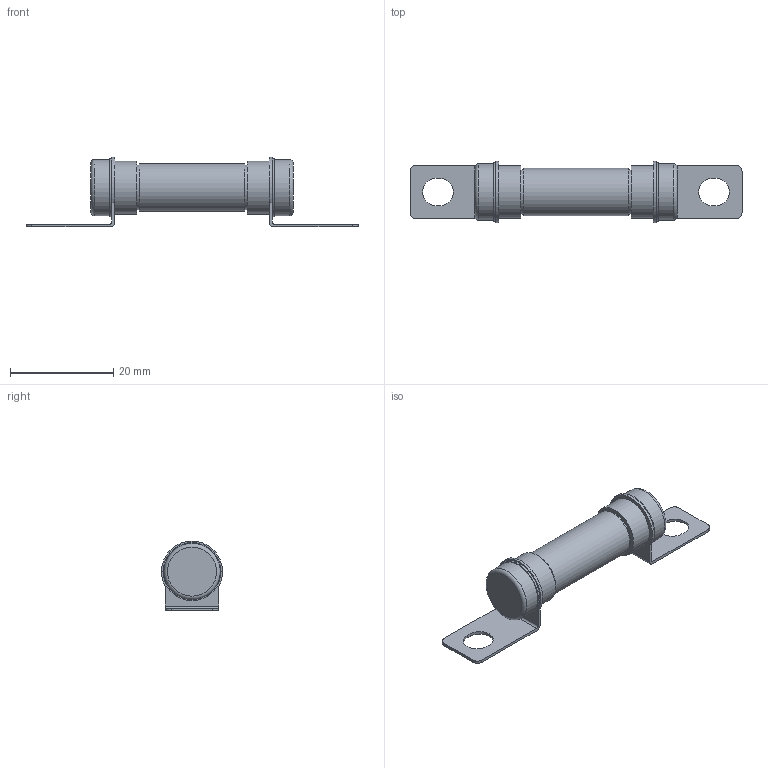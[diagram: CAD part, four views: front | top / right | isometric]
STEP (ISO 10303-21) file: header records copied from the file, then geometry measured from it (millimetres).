
FILE_DESCRIPTION(/* description */ ('Unknown'),/* implementation_level */ '2;1');
FILE_NAME(/* name */ '0828015.ZXISOP',/* time_stamp */ '2023-02-16T13:11:46+02:00',/* author */ ('Unknown'),/* organization */ ('Unknown'),/* preprocessor_version */ 'ST-DEVELOPER v18.1',/* originating_system */ 'Solid Edge',/* authorisation */ 'Unknown');
FILE_SCHEMA (('AUTOMOTIVE_DESIGN {1 0 10303 214 3 1 1}'));
Length unit declared in the file: millimetre
Products named in the file (1): 0828015.ZXISOP
Bounding box: 64.35 x 11.85 x 13.55 mm (x, y, z)
Volume: 3189.3 mm3; surface area: 2273.3 mm2
Topology: 1 solids, 1 shells, 59 faces, 139 edges, 92 vertices
Faces by surface type: plane 30, cylinder 27, torus 2
Full cylindrical faces by diameter (mm): 8.598 x2, 9.21 x1, 10.262 x2, 10.893 x2, 11.254 x2
Entity records: 2103 total; most frequent: DIRECTION 304, CARTESIAN_POINT 280, ORIENTED_EDGE 256, EDGE_CURVE 128, AXIS2_PLACEMENT_3D 116, VERTEX_POINT 92, EDGE_LOOP 84, FACE_BOUND 84
